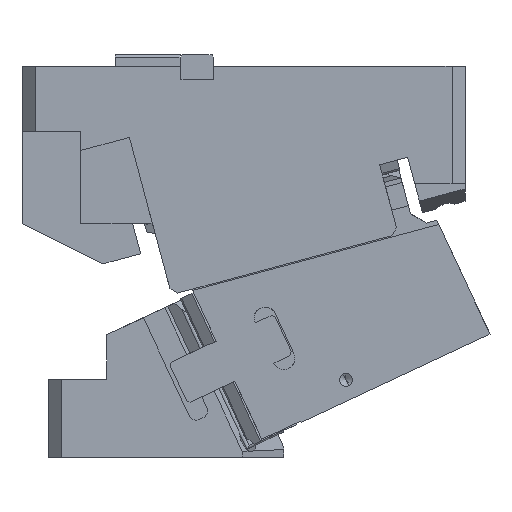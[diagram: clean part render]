
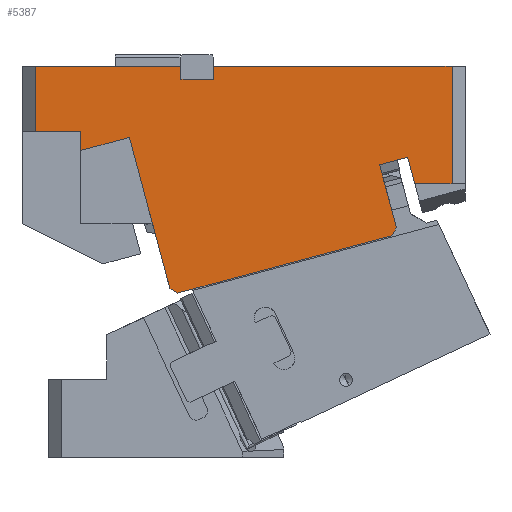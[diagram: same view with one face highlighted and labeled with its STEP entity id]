
A CAD part, front view. The second image highlights one B-rep face of the part: STEP entity #5387.
In plain terms, the highlighted planar face has unit normal (0, -1, 0).
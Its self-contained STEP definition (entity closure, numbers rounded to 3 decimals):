
#827=CARTESIAN_POINT('Vertex',(-250.,-90.,265.)) ;
#830=CARTESIAN_POINT('Line Origine',(-194.,-90.,265.)) ;
#834=CARTESIAN_POINT('Vertex',(-138.,-90.,265.)) ;
#1119=CARTESIAN_POINT('Vertex',(-250.,-90.,215.)) ;
#1122=CARTESIAN_POINT('Line Origine',(-250.,-90.,240.)) ;
#2519=CARTESIAN_POINT('Line Origine',(-143.436,-90.,92.821)) ;
#2523=CARTESIAN_POINT('Vertex',(-140.374,-90.,91.053)) ;
#2525=CARTESIAN_POINT('Vertex',(-146.497,-90.,94.588)) ;
#2639=CARTESIAN_POINT('Vertex',(14.428,-90.,189.472)) ;
#2642=CARTESIAN_POINT('Line Origine',(20.899,-90.,165.324)) ;
#2646=CARTESIAN_POINT('Vertex',(27.369,-90.,141.176)) ;
#2761=CARTESIAN_POINT('Line Origine',(25.601,-90.,138.114)) ;
#2765=CARTESIAN_POINT('Vertex',(23.834,-90.,135.052)) ;
#3026=CARTESIAN_POINT('Vertex',(41.393,-90.,175.)) ;
#3029=CARTESIAN_POINT('Line Origine',(38.681,-90.,185.122)) ;
#3033=CARTESIAN_POINT('Vertex',(35.968,-90.,195.244)) ;
#3181=CARTESIAN_POINT('Vertex',(70.,-90.,175.)) ;
#3184=CARTESIAN_POINT('Line Origine',(55.696,-90.,175.)) ;
#3396=CARTESIAN_POINT('Vertex',(70.,-90.,265.)) ;
#3399=CARTESIAN_POINT('Line Origine',(70.,-90.,220.)) ;
#4203=CARTESIAN_POINT('Vertex',(-113.,-90.,255.)) ;
#4206=CARTESIAN_POINT('Line Origine',(-113.,-90.,260.)) ;
#4210=CARTESIAN_POINT('Vertex',(-113.,-90.,265.)) ;
#4229=CARTESIAN_POINT('Vertex',(-138.,-90.,255.)) ;
#4232=CARTESIAN_POINT('Line Origine',(-125.5,-90.,255.)) ;
#4529=CARTESIAN_POINT('Line Origine',(-21.5,-90.,265.)) ;
#4665=CARTESIAN_POINT('Line Origine',(-58.27,-90.,113.052)) ;
#4718=CARTESIAN_POINT('Line Origine',(25.198,-90.,192.358)) ;
#5324=CARTESIAN_POINT('Line Origine',(-138.,-90.,260.)) ;
#5336=CARTESIAN_POINT('Axis2P3D Location',(-260.,-90.,215.)) ;
#5341=CARTESIAN_POINT('Line Origine',(-196.278,-90.,205.483)) ;
#5345=CARTESIAN_POINT('Vertex',(-215.,-90.,200.466)) ;
#5347=CARTESIAN_POINT('Vertex',(-177.556,-90.,210.499)) ;
#5350=CARTESIAN_POINT('Line Origine',(-162.027,-90.,152.544)) ;
#5355=CARTESIAN_POINT('Line Origine',(-232.5,-90.,215.)) ;
#5359=CARTESIAN_POINT('Vertex',(-215.,-90.,215.)) ;
#5362=CARTESIAN_POINT('Line Origine',(-215.,-90.,207.733)) ;
#831=DIRECTION('Vector Direction',(-1.,0.,0.)) ;
#1123=DIRECTION('Vector Direction',(0.,0.,-1.)) ;
#2520=DIRECTION('Vector Direction',(-0.866,0.,0.5)) ;
#2643=DIRECTION('Vector Direction',(-0.259,0.,0.966)) ;
#2762=DIRECTION('Vector Direction',(0.5,0.,0.866)) ;
#3030=DIRECTION('Vector Direction',(0.259,0.,-0.966)) ;
#3185=DIRECTION('Vector Direction',(1.,0.,0.)) ;
#3400=DIRECTION('Vector Direction',(0.,0.,1.)) ;
#4207=DIRECTION('Vector Direction',(0.,0.,1.)) ;
#4233=DIRECTION('Vector Direction',(1.,0.,0.)) ;
#4530=DIRECTION('Vector Direction',(-1.,0.,0.)) ;
#4666=DIRECTION('Vector Direction',(-0.966,0.,-0.259)) ;
#4719=DIRECTION('Vector Direction',(0.966,0.,0.259)) ;
#5325=DIRECTION('Vector Direction',(0.,0.,1.)) ;
#5337=DIRECTION('Axis2P3D Direction',(0.,1.,0.)) ;
#5338=DIRECTION('Axis2P3D XDirection',(-1.,0.,0.)) ;
#5342=DIRECTION('Vector Direction',(0.966,0.,0.259)) ;
#5351=DIRECTION('Vector Direction',(-0.259,0.,0.966)) ;
#5356=DIRECTION('Vector Direction',(1.,0.,0.)) ;
#5363=DIRECTION('Vector Direction',(0.,0.,-1.)) ;
#5339=AXIS2_PLACEMENT_3D('Plane Axis2P3D',#5336,#5337,#5338) ;
#5368=ORIENTED_EDGE('',*,*,#5349,.T.) ;
#5369=ORIENTED_EDGE('',*,*,#5354,.F.) ;
#5370=ORIENTED_EDGE('',*,*,#2527,.F.) ;
#5371=ORIENTED_EDGE('',*,*,#4669,.F.) ;
#5372=ORIENTED_EDGE('',*,*,#2767,.T.) ;
#5373=ORIENTED_EDGE('',*,*,#2648,.T.) ;
#5374=ORIENTED_EDGE('',*,*,#4722,.T.) ;
#5375=ORIENTED_EDGE('',*,*,#3035,.T.) ;
#5376=ORIENTED_EDGE('',*,*,#3188,.T.) ;
#5377=ORIENTED_EDGE('',*,*,#3403,.T.) ;
#5378=ORIENTED_EDGE('',*,*,#4533,.T.) ;
#5379=ORIENTED_EDGE('',*,*,#4212,.F.) ;
#5380=ORIENTED_EDGE('',*,*,#4236,.F.) ;
#5381=ORIENTED_EDGE('',*,*,#5328,.T.) ;
#5382=ORIENTED_EDGE('',*,*,#836,.T.) ;
#5383=ORIENTED_EDGE('',*,*,#1126,.T.) ;
#5384=ORIENTED_EDGE('',*,*,#5361,.T.) ;
#5385=ORIENTED_EDGE('',*,*,#5366,.T.) ;
#832=VECTOR('Line Direction',#831,1.) ;
#1124=VECTOR('Line Direction',#1123,1.) ;
#2521=VECTOR('Line Direction',#2520,1.) ;
#2644=VECTOR('Line Direction',#2643,1.) ;
#2763=VECTOR('Line Direction',#2762,1.) ;
#3031=VECTOR('Line Direction',#3030,1.) ;
#3186=VECTOR('Line Direction',#3185,1.) ;
#3401=VECTOR('Line Direction',#3400,1.) ;
#4208=VECTOR('Line Direction',#4207,1.) ;
#4234=VECTOR('Line Direction',#4233,1.) ;
#4531=VECTOR('Line Direction',#4530,1.) ;
#4667=VECTOR('Line Direction',#4666,1.) ;
#4720=VECTOR('Line Direction',#4719,1.) ;
#5326=VECTOR('Line Direction',#5325,1.) ;
#5343=VECTOR('Line Direction',#5342,1.) ;
#5352=VECTOR('Line Direction',#5351,1.) ;
#5357=VECTOR('Line Direction',#5356,1.) ;
#5364=VECTOR('Line Direction',#5363,1.) ;
#5387=ADVANCED_FACE('CAM HOLDER',(#5386),#5340,.F.) ;
#836=EDGE_CURVE('',#835,#828,#833,.T.) ;
#1126=EDGE_CURVE('',#828,#1120,#1125,.T.) ;
#2527=EDGE_CURVE('',#2524,#2526,#2522,.T.) ;
#2648=EDGE_CURVE('',#2647,#2640,#2645,.T.) ;
#2767=EDGE_CURVE('',#2766,#2647,#2764,.T.) ;
#3035=EDGE_CURVE('',#3034,#3027,#3032,.T.) ;
#3188=EDGE_CURVE('',#3027,#3182,#3187,.T.) ;
#3403=EDGE_CURVE('',#3182,#3397,#3402,.T.) ;
#4212=EDGE_CURVE('',#4204,#4211,#4209,.T.) ;
#4236=EDGE_CURVE('',#4230,#4204,#4235,.T.) ;
#4533=EDGE_CURVE('',#3397,#4211,#4532,.T.) ;
#4669=EDGE_CURVE('',#2766,#2524,#4668,.T.) ;
#4722=EDGE_CURVE('',#2640,#3034,#4721,.T.) ;
#5328=EDGE_CURVE('',#4230,#835,#5327,.T.) ;
#5349=EDGE_CURVE('',#5346,#5348,#5344,.T.) ;
#5354=EDGE_CURVE('',#2526,#5348,#5353,.T.) ;
#5361=EDGE_CURVE('',#1120,#5360,#5358,.T.) ;
#5366=EDGE_CURVE('',#5360,#5346,#5365,.T.) ;
#5367=EDGE_LOOP('',(#5368,#5369,#5370,#5371,#5372,#5373,#5374,#5375,#5376,#5377,#5378,#5379,#5380,#5381,#5382,#5383,#5384,#5385)) ;
#5386=FACE_OUTER_BOUND('',#5367,.T.) ;
#833=LINE('Line',#830,#832) ;
#1125=LINE('Line',#1122,#1124) ;
#2522=LINE('Line',#2519,#2521) ;
#2645=LINE('Line',#2642,#2644) ;
#2764=LINE('Line',#2761,#2763) ;
#3032=LINE('Line',#3029,#3031) ;
#3187=LINE('Line',#3184,#3186) ;
#3402=LINE('Line',#3399,#3401) ;
#4209=LINE('Line',#4206,#4208) ;
#4235=LINE('Line',#4232,#4234) ;
#4532=LINE('Line',#4529,#4531) ;
#4668=LINE('Line',#4665,#4667) ;
#4721=LINE('Line',#4718,#4720) ;
#5327=LINE('Line',#5324,#5326) ;
#5344=LINE('Line',#5341,#5343) ;
#5353=LINE('Line',#5350,#5352) ;
#5358=LINE('Line',#5355,#5357) ;
#5365=LINE('Line',#5362,#5364) ;
#5340=PLANE('Plane',#5339) ;
#828=VERTEX_POINT('',#827) ;
#835=VERTEX_POINT('',#834) ;
#1120=VERTEX_POINT('',#1119) ;
#2524=VERTEX_POINT('',#2523) ;
#2526=VERTEX_POINT('',#2525) ;
#2640=VERTEX_POINT('',#2639) ;
#2647=VERTEX_POINT('',#2646) ;
#2766=VERTEX_POINT('',#2765) ;
#3027=VERTEX_POINT('',#3026) ;
#3034=VERTEX_POINT('',#3033) ;
#3182=VERTEX_POINT('',#3181) ;
#3397=VERTEX_POINT('',#3396) ;
#4204=VERTEX_POINT('',#4203) ;
#4211=VERTEX_POINT('',#4210) ;
#4230=VERTEX_POINT('',#4229) ;
#5346=VERTEX_POINT('',#5345) ;
#5348=VERTEX_POINT('',#5347) ;
#5360=VERTEX_POINT('',#5359) ;
